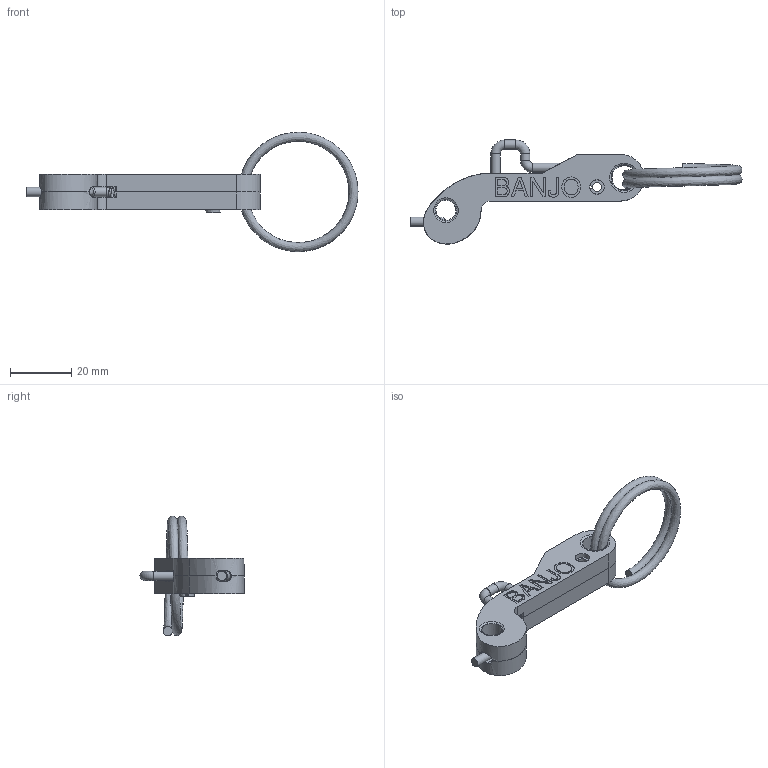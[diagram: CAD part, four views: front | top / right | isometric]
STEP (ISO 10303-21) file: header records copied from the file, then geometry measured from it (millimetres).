
FILE_DESCRIPTION(/* description */ ('2" Locking Cam Arm'),/* implementation_level */ '2;1');
FILE_NAME(/* name */ '200KL.stp',/* time_stamp */ '2017-01-03T15:35:24-05:00',/* author */ ('ETQ'),/* organization */ (''),/* preprocessor_version */ 'ST-DEVELOPER v16.5',/* originating_system */ 'Autodesk Inventor 2017',/* authorisation */ '');
FILE_SCHEMA (('AUTOMOTIVE_DESIGN { 1 0 10303 214 3 1 1 }'));
Length unit declared in the file: inch
Products named in the file (7): 200KL; 201KL; 202KL; 205KL; 203KL; RP019044; 150RING
Assembly tree (6 placements, depth 2):
  200KL
    201KL
    202KL
    205KL
    203KL
    RP019044
    150RING
Bounding box: 108.83 x 34.12 x 39.1 mm (x, y, z)
Volume: 10795.4 mm3; surface area: 9585.3 mm2
Topology: 6 solids, 6 shells, 266 faces, 693 edges, 458 vertices
Faces by surface type: plane 143, bspline 74, cylinder 35, torus 8, cone 6
Full cylindrical faces by diameter (mm): 3.048 x9, 4.75 x2, 6.553 x2, 8.001 x2
Entity records: 11251 total; most frequent: CARTESIAN_POINT 5035, ORIENTED_EDGE 1322, DIRECTION 1030, EDGE_CURVE 661, VERTEX_POINT 453, LINE 402, VECTOR 402, EDGE_LOOP 324
